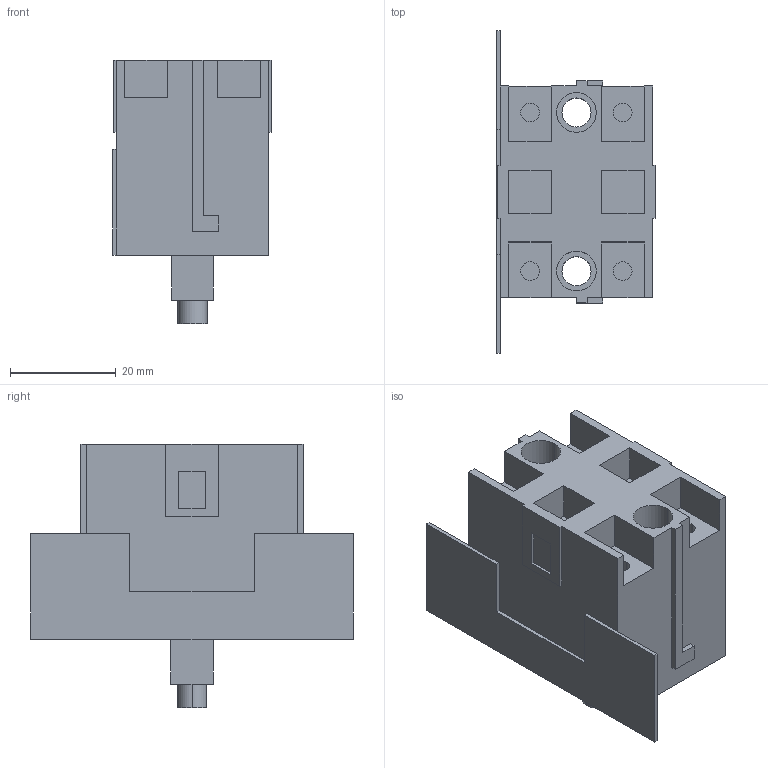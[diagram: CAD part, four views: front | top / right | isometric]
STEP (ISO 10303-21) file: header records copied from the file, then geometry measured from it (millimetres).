
FILE_DESCRIPTION((''),'2;1');
FILE_NAME('XENB1181-3D','2021-04-20T14:30:26',('SESA231899'),('Schneider-Electric'),'CREO PARAMETRIC BY PTC INC, 2019471','CREO PARAMETRIC BY PTC INC, 2019471','');
FILE_SCHEMA(('AP242_MANAGED_MODEL_BASED_3D_ENGINEERING_MIM_LF { 1 0 10303 442 1 1 4 }'));
Length unit declared in the file: millimetre
Products named in the file (1): XENB1181-3D
Bounding box: 30.02 x 61 x 49.9 mm (x, y, z)
Volume: 37247.9 mm3; surface area: 11951.9 mm2
Topology: 1 solids, 2 shells, 112 faces, 280 edges, 186 vertices
Faces by surface type: plane 88, cylinder 24
Entity records: 31063 total; most frequent: CARTESIAN_POINT 27360, DIRECTION 631, ORIENTED_EDGE 560, POLYLINE 462, EDGE_CURVE 280, VECTOR 243, LINE 243, AXIS2_PLACEMENT_3D 194
